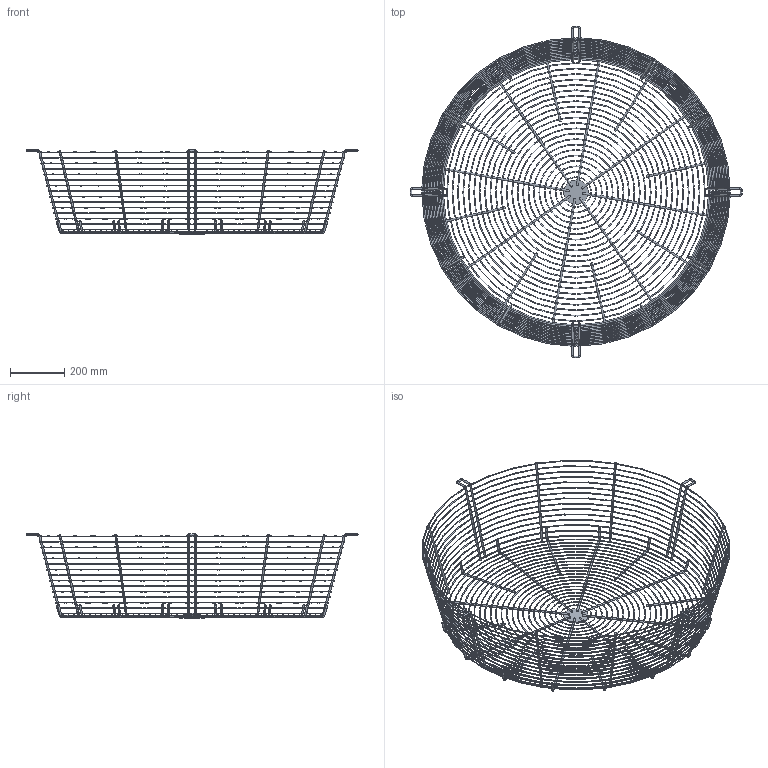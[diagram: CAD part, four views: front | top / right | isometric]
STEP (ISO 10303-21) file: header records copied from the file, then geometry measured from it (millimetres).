
FILE_DESCRIPTION (( 'STEP AP203' ), '1' );
FILE_NAME ('5RE1592_CCrc 112.STEP', '2022-02-18T11:00:00', ( '' ), ( '' ), 'SwSTEP 2.0', 'SolidWorks 2018', '' );
FILE_SCHEMA (( 'CONFIG_CONTROL_DESIGN' ));
Length unit declared in the file: millimetre
Products named in the file (1): 5RE1592_CCrc 112
Bounding box: 1222 x 1222 x 309.28 mm (x, y, z)
Volume: 1290067.3 mm3; surface area: 1250342.8 mm2
Topology: 34 solids, 34 shells, 400 faces, 1638 edges, 1048 vertices
Faces by surface type: torus 220, cylinder 122, plane 58
Entity records: 21971 total; most frequent: CARTESIAN_POINT 8317, ORIENTED_EDGE 3276, DIRECTION 2716, EDGE_CURVE 1638, AXIS2_PLACEMENT_3D 1237, VERTEX_POINT 1048, CIRCLE 836, B_SPLINE_CURVE_WITH_KNOTS 560
